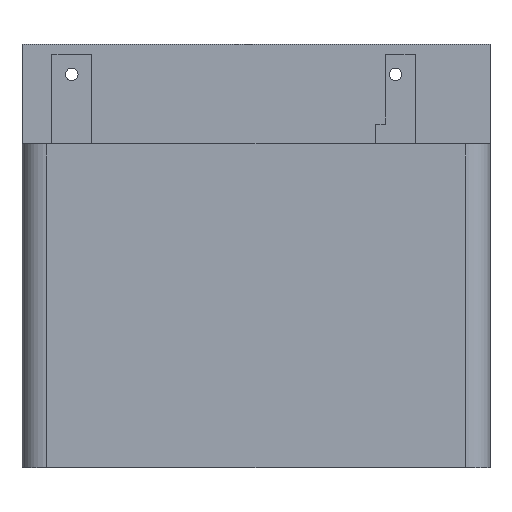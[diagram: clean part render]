
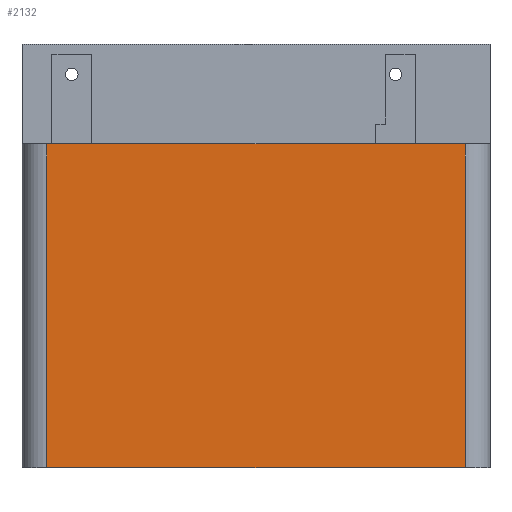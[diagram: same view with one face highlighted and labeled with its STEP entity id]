
A CAD part, front view. The second image highlights one B-rep face of the part: STEP entity #2132.
In plain terms, the highlighted planar face has unit normal (0, -1, 0).
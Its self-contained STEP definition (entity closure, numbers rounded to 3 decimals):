
#81=PLANE('',#2277);
#175=FACE_OUTER_BOUND('',#297,.T.);
#297=EDGE_LOOP('',(#1556,#1557,#1558,#1559));
#467=LINE('',#3162,#706);
#468=LINE('',#3168,#707);
#469=LINE('',#3169,#708);
#470=LINE('',#3170,#709);
#706=VECTOR('',#2532,10.);
#707=VECTOR('',#2539,10.);
#708=VECTOR('',#2540,10.);
#709=VECTOR('',#2541,10.);
#1003=VERTEX_POINT('',#3160);
#1004=VERTEX_POINT('',#3161);
#1005=VERTEX_POINT('',#3166);
#1006=VERTEX_POINT('',#3167);
#1218=EDGE_CURVE('',#1003,#1004,#467,.T.);
#1221=EDGE_CURVE('',#1005,#1006,#468,.T.);
#1222=EDGE_CURVE('',#1004,#1005,#469,.T.);
#1223=EDGE_CURVE('',#1006,#1003,#470,.T.);
#1556=ORIENTED_EDGE('',*,*,#1221,.F.);
#1557=ORIENTED_EDGE('',*,*,#1222,.F.);
#1558=ORIENTED_EDGE('',*,*,#1218,.F.);
#1559=ORIENTED_EDGE('',*,*,#1223,.F.);
#2132=ADVANCED_FACE('',(#175),#81,.T.);
#2277=AXIS2_PLACEMENT_3D('',#3165,#2537,#2538);
#2532=DIRECTION('',(0.,0.,-1.));
#2537=DIRECTION('center_axis',(0.,-1.,0.));
#2538=DIRECTION('ref_axis',(1.,0.,0.));
#2539=DIRECTION('',(0.,0.,1.));
#2540=DIRECTION('',(-1.,0.,0.));
#2541=DIRECTION('',(1.,0.,0.));
#3160=CARTESIAN_POINT('',(-5.,0.,65.));
#3161=CARTESIAN_POINT('',(-5.,0.,0.));
#3162=CARTESIAN_POINT('',(-5.,0.,0.));
#3165=CARTESIAN_POINT('Origin',(-94.,0.,0.));
#3166=CARTESIAN_POINT('',(-89.,0.,0.));
#3167=CARTESIAN_POINT('',(-89.,0.,65.));
#3168=CARTESIAN_POINT('',(-89.,0.,0.));
#3169=CARTESIAN_POINT('',(0.,0.,0.));
#3170=CARTESIAN_POINT('',(-5.,0.,65.));
